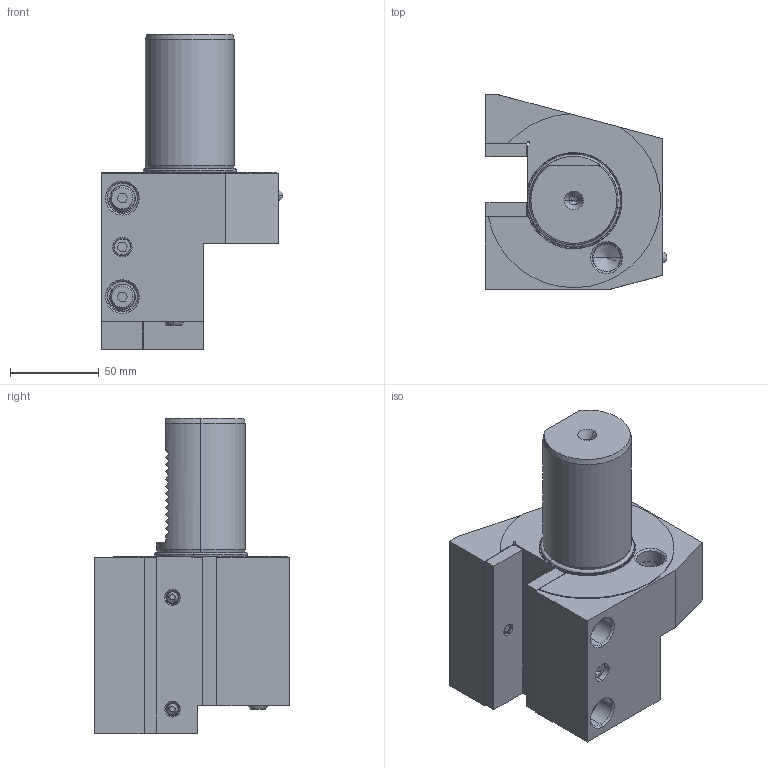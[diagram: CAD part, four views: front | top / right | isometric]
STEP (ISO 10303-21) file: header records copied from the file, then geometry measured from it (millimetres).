
FILE_DESCRIPTION (( 'STEP AP203' ), '1' );
FILE_NAME ('509.43.32.STEP', '2016-11-28T09:39:33', ( '' ), ( '' ), 'SwSTEP 2.0', 'SolidWorks 2012', '' );
FILE_SCHEMA (( 'CONFIG_CONTROL_DESIGN' ));
Length unit declared in the file: millimetre
Products named in the file (14): 管螺文螺絲; 509.43.32; 8止水鉚珠; O型環48.7; M16平頭螺絲35; 出水銅嘴; 皿頭_M5; 33x7.8; M6x40; M8尖頭螺絲; M6x16; 84x23x8; 99x23x7; VDI50  C3
Assembly tree (15 placements, depth 2):
  509.43.32
    VDI50  C3
    84x23x8
    99x23x7
    33x7.8
    M6x40
    M6x16
    M8尖頭螺絲  x2
    M16平頭螺絲35  x2
    O型環48.7
    出水銅嘴
    皿頭_M5
    管螺文螺絲
    8止水鉚珠
Bounding box: 102.5 x 110 x 178 mm (x, y, z)
Volume: 754603.2 mm3; surface area: 109475.7 mm2
Topology: 33 solids, 33 shells, 797 faces, 2012 edges, 1279 vertices
Faces by surface type: cylinder 327, cone 223, plane 152, bspline 73, torus 18, sphere 4
Entity records: 88006 total; most frequent: CARTESIAN_POINT 71023, ORIENTED_EDGE 3642, DIRECTION 2723, EDGE_CURVE 1821, VERTEX_POINT 1161, AXIS2_PLACEMENT_3D 1006, EDGE_LOOP 772, FACE_OUTER_BOUND 734
